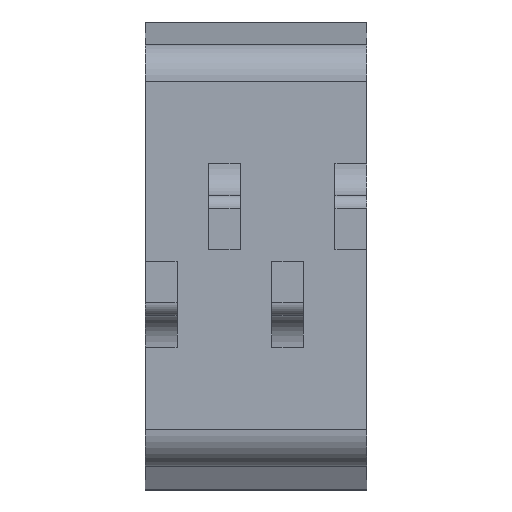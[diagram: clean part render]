
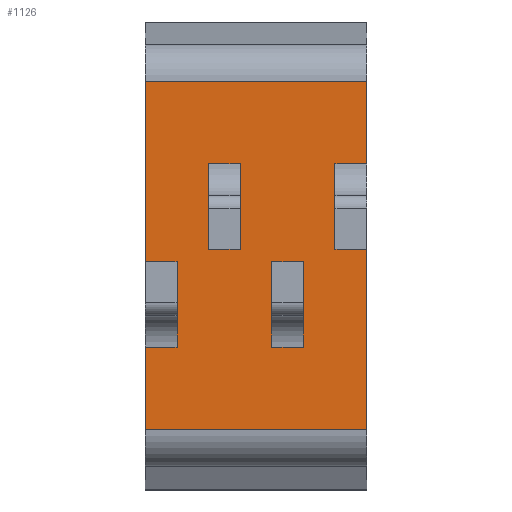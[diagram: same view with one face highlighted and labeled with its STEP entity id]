
A CAD part, top view. The second image highlights one B-rep face of the part: STEP entity #1126.
In plain terms, the highlighted planar face has unit normal (0, 0, 1).
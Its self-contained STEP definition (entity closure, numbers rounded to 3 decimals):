
#15=FACE_BOUND('',#133,.T.);
#16=FACE_BOUND('',#134,.T.);
#26=PLANE('',#1212);
#72=FACE_OUTER_BOUND('',#132,.T.);
#132=EDGE_LOOP('',(#820,#821,#822,#823,#824,#825,#826,#827,#828,#829,#830,
#831));
#133=EDGE_LOOP('',(#832,#833,#834,#835));
#134=EDGE_LOOP('',(#836,#837,#838,#839));
#180=LINE('',#1624,#308);
#185=LINE('',#1639,#313);
#190=LINE('',#1654,#318);
#195=LINE('',#1669,#323);
#200=LINE('',#1681,#328);
#213=LINE('',#1713,#341);
#214=LINE('',#1716,#342);
#215=LINE('',#1718,#343);
#216=LINE('',#1720,#344);
#217=LINE('',#1722,#345);
#218=LINE('',#1723,#346);
#219=LINE('',#1725,#347);
#220=LINE('',#1727,#348);
#221=LINE('',#1728,#349);
#222=LINE('',#1730,#350);
#223=LINE('',#1732,#351);
#224=LINE('',#1733,#352);
#225=LINE('',#1735,#353);
#226=LINE('',#1737,#354);
#227=LINE('',#1738,#355);
#308=VECTOR('',#1294,10.);
#313=VECTOR('',#1307,10.);
#318=VECTOR('',#1320,10.);
#323=VECTOR('',#1333,10.);
#328=VECTOR('',#1342,10.);
#341=VECTOR('',#1375,10.);
#342=VECTOR('',#1378,10.);
#343=VECTOR('',#1379,10.);
#344=VECTOR('',#1380,10.);
#345=VECTOR('',#1381,10.);
#346=VECTOR('',#1382,10.);
#347=VECTOR('',#1383,10.);
#348=VECTOR('',#1384,10.);
#349=VECTOR('',#1385,10.);
#350=VECTOR('',#1386,10.);
#351=VECTOR('',#1387,10.);
#352=VECTOR('',#1388,10.);
#353=VECTOR('',#1389,10.);
#354=VECTOR('',#1390,10.);
#355=VECTOR('',#1391,10.);
#475=VERTEX_POINT('',#1617);
#478=VERTEX_POINT('',#1622);
#481=VERTEX_POINT('',#1632);
#484=VERTEX_POINT('',#1637);
#487=VERTEX_POINT('',#1647);
#490=VERTEX_POINT('',#1652);
#493=VERTEX_POINT('',#1662);
#496=VERTEX_POINT('',#1667);
#499=VERTEX_POINT('',#1677);
#501=VERTEX_POINT('',#1680);
#511=VERTEX_POINT('',#1715);
#512=VERTEX_POINT('',#1717);
#513=VERTEX_POINT('',#1719);
#514=VERTEX_POINT('',#1721);
#515=VERTEX_POINT('',#1724);
#516=VERTEX_POINT('',#1726);
#517=VERTEX_POINT('',#1729);
#518=VERTEX_POINT('',#1731);
#519=VERTEX_POINT('',#1734);
#520=VERTEX_POINT('',#1736);
#590=EDGE_CURVE('',#478,#475,#180,.T.);
#597=EDGE_CURVE('',#484,#481,#185,.T.);
#604=EDGE_CURVE('',#490,#487,#190,.T.);
#611=EDGE_CURVE('',#496,#493,#195,.T.);
#616=EDGE_CURVE('',#501,#499,#200,.T.);
#633=EDGE_CURVE('',#499,#475,#213,.T.);
#634=EDGE_CURVE('',#511,#478,#214,.T.);
#635=EDGE_CURVE('',#512,#511,#215,.T.);
#636=EDGE_CURVE('',#512,#513,#216,.T.);
#637=EDGE_CURVE('',#513,#514,#217,.T.);
#638=EDGE_CURVE('',#514,#493,#218,.T.);
#639=EDGE_CURVE('',#496,#515,#219,.T.);
#640=EDGE_CURVE('',#515,#516,#220,.T.);
#641=EDGE_CURVE('',#501,#516,#221,.T.);
#642=EDGE_CURVE('',#484,#517,#222,.T.);
#643=EDGE_CURVE('',#517,#518,#223,.T.);
#644=EDGE_CURVE('',#518,#481,#224,.T.);
#645=EDGE_CURVE('',#490,#519,#225,.T.);
#646=EDGE_CURVE('',#519,#520,#226,.T.);
#647=EDGE_CURVE('',#520,#487,#227,.T.);
#820=ORIENTED_EDGE('',*,*,#590,.F.);
#821=ORIENTED_EDGE('',*,*,#634,.F.);
#822=ORIENTED_EDGE('',*,*,#635,.F.);
#823=ORIENTED_EDGE('',*,*,#636,.T.);
#824=ORIENTED_EDGE('',*,*,#637,.T.);
#825=ORIENTED_EDGE('',*,*,#638,.T.);
#826=ORIENTED_EDGE('',*,*,#611,.F.);
#827=ORIENTED_EDGE('',*,*,#639,.T.);
#828=ORIENTED_EDGE('',*,*,#640,.T.);
#829=ORIENTED_EDGE('',*,*,#641,.F.);
#830=ORIENTED_EDGE('',*,*,#616,.T.);
#831=ORIENTED_EDGE('',*,*,#633,.T.);
#832=ORIENTED_EDGE('',*,*,#642,.T.);
#833=ORIENTED_EDGE('',*,*,#643,.T.);
#834=ORIENTED_EDGE('',*,*,#644,.T.);
#835=ORIENTED_EDGE('',*,*,#597,.F.);
#836=ORIENTED_EDGE('',*,*,#645,.T.);
#837=ORIENTED_EDGE('',*,*,#646,.T.);
#838=ORIENTED_EDGE('',*,*,#647,.T.);
#839=ORIENTED_EDGE('',*,*,#604,.F.);
#1126=ADVANCED_FACE('',(#72,#15,#16),#26,.T.);
#1212=AXIS2_PLACEMENT_3D('',#1714,#1376,#1377);
#1294=DIRECTION('',(-1.,0.,0.));
#1307=DIRECTION('',(-1.,0.,0.));
#1320=DIRECTION('',(1.,0.,0.));
#1333=DIRECTION('',(1.,0.,0.));
#1342=DIRECTION('',(-1.,0.,0.));
#1375=DIRECTION('',(0.,1.,0.));
#1376=DIRECTION('center_axis',(0.,0.,1.));
#1377=DIRECTION('ref_axis',(0.,-1.,0.));
#1378=DIRECTION('',(0.,-1.,0.));
#1379=DIRECTION('',(1.,0.,0.));
#1380=DIRECTION('',(0.,-1.,0.));
#1381=DIRECTION('',(1.,0.,0.));
#1382=DIRECTION('',(0.,-1.,0.));
#1383=DIRECTION('',(0.,-1.,0.));
#1384=DIRECTION('',(1.,0.,0.));
#1385=DIRECTION('',(0.,-1.,0.));
#1386=DIRECTION('',(0.,-1.,0.));
#1387=DIRECTION('',(-1.,0.,0.));
#1388=DIRECTION('',(0.,1.,0.));
#1389=DIRECTION('',(0.,1.,0.));
#1390=DIRECTION('',(1.,0.,0.));
#1391=DIRECTION('',(0.,-1.,0.));
#1617=CARTESIAN_POINT('',(30.,14.5,67.34));
#1622=CARTESIAN_POINT('',(35.,14.5,67.34));
#1624=CARTESIAN_POINT('',(15.,14.5,67.34));
#1632=CARTESIAN_POINT('',(10.,14.5,67.34));
#1637=CARTESIAN_POINT('',(15.,14.5,67.34));
#1639=CARTESIAN_POINT('',(5.,14.5,67.34));
#1647=CARTESIAN_POINT('',(25.,-14.5,67.34));
#1652=CARTESIAN_POINT('',(20.,-14.5,67.34));
#1654=CARTESIAN_POINT('',(10.,-14.5,67.34));
#1662=CARTESIAN_POINT('',(5.,-14.5,67.34));
#1667=CARTESIAN_POINT('',(0.,-14.5,67.34));
#1669=CARTESIAN_POINT('',(0.,-14.5,67.34));
#1677=CARTESIAN_POINT('',(30.,6.5,67.34));
#1680=CARTESIAN_POINT('',(35.,6.5,67.34));
#1681=CARTESIAN_POINT('',(15.,6.5,67.34));
#1713=CARTESIAN_POINT('',(30.,16.395,67.34));
#1714=CARTESIAN_POINT('Origin',(0.,27.541,67.34));
#1715=CARTESIAN_POINT('',(35.,27.541,67.34));
#1716=CARTESIAN_POINT('',(35.,27.541,67.34));
#1717=CARTESIAN_POINT('',(0.,27.541,67.34));
#1718=CARTESIAN_POINT('',(0.,27.541,67.34));
#1719=CARTESIAN_POINT('',(0.,-6.5,67.34));
#1720=CARTESIAN_POINT('',(0.,27.541,67.34));
#1721=CARTESIAN_POINT('',(5.,-6.5,67.34));
#1722=CARTESIAN_POINT('',(0.,-6.5,67.34));
#1723=CARTESIAN_POINT('',(5.,11.145,67.34));
#1724=CARTESIAN_POINT('',(0.,-27.541,67.34));
#1725=CARTESIAN_POINT('',(0.,27.541,67.34));
#1726=CARTESIAN_POINT('',(35.,-27.541,67.34));
#1727=CARTESIAN_POINT('',(0.,-27.541,67.34));
#1728=CARTESIAN_POINT('',(35.,27.541,67.34));
#1729=CARTESIAN_POINT('',(15.,6.5,67.34));
#1730=CARTESIAN_POINT('',(15.,16.395,67.34));
#1731=CARTESIAN_POINT('',(10.,6.5,67.34));
#1732=CARTESIAN_POINT('',(5.,6.5,67.34));
#1733=CARTESIAN_POINT('',(10.,16.395,67.34));
#1734=CARTESIAN_POINT('',(20.,-6.5,67.34));
#1735=CARTESIAN_POINT('',(20.,11.145,67.34));
#1736=CARTESIAN_POINT('',(25.,-6.5,67.34));
#1737=CARTESIAN_POINT('',(10.,-6.5,67.34));
#1738=CARTESIAN_POINT('',(25.,11.145,67.34));
